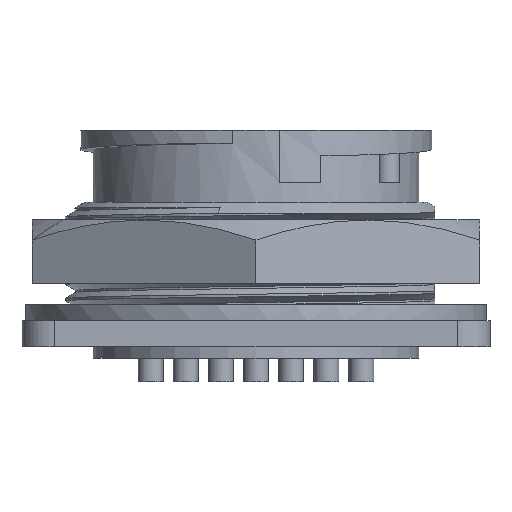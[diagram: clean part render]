
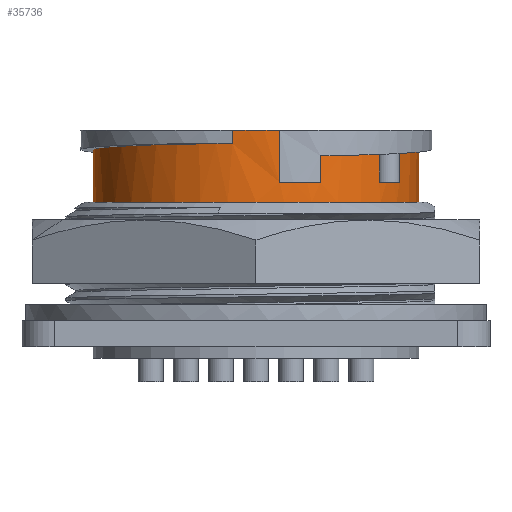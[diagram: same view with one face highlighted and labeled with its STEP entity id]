
A CAD part, front view. The second image highlights one B-rep face of the part: STEP entity #35736.
In plain terms, the highlighted cylindrical face has radius 12.7 mm (diameter 25.4 mm), a partial arc.
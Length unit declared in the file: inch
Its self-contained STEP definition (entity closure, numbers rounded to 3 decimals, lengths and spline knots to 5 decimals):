
#87 = DIRECTION ( 'NONE',  ( 0., 0., 1. ) ) ;
#160 = DIRECTION ( 'NONE',  ( 1., 0., 0. ) ) ;
#231 = VERTEX_POINT ( 'NONE', #35607 ) ;
#400 = EDGE_CURVE ( 'NONE', #15299, #28400, #12998, .T. ) ;
#1053 = CARTESIAN_POINT ( 'NONE',  ( 0.5, 0., 0.445 ) ) ;
#1355 = AXIS2_PLACEMENT_3D ( 'NONE', #14247, #23013, #5773 ) ;
#1520 = EDGE_CURVE ( 'NONE', #2830, #36593, #7067, .T. ) ;
#1676 = CARTESIAN_POINT ( 'NONE',  ( 0.5, 0., 0.666 ) ) ;
#1842 = DIRECTION ( 'NONE',  ( 0., 0., 1. ) ) ;
#2067 = VECTOR ( 'NONE', #20956, 39.37008 ) ;
#2830 = VERTEX_POINT ( 'NONE', #24927 ) ;
#2869 = CARTESIAN_POINT ( 'NONE',  ( 0., 0., 0.506 ) ) ;
#3245 = CARTESIAN_POINT ( 'NONE',  ( 0.4405, -0.23656, 0.506 ) ) ;
#3585 = ORIENTED_EDGE ( 'NONE', *, *, #3767, .F. ) ;
#3767 = EDGE_CURVE ( 'NONE', #231, #36763, #5185, .T. ) ;
#3832 = VECTOR ( 'NONE', #11982, 39.37008 ) ;
#4229 = DIRECTION ( 'NONE',  ( 0., 0., 1. ) ) ;
#4440 = EDGE_CURVE ( 'NONE', #36293, #2830, #7857, .T. ) ;
#4739 = LINE ( 'NONE', #3245, #3832 ) ;
#4986 = CARTESIAN_POINT ( 'NONE',  ( 0.1975, -0.45934, 0.58871 ) ) ;
#5185 = LINE ( 'NONE', #30420, #19700 ) ;
#5773 = DIRECTION ( 'NONE',  ( -1., 0., 0. ) ) ;
#5790 = DIRECTION ( 'NONE',  ( 1., 0., 0. ) ) ;
#6508 = ORIENTED_EDGE ( 'NONE', *, *, #7487, .T. ) ;
#6862 = LINE ( 'NONE', #7144, #21371 ) ;
#7067 = CIRCLE ( 'NONE', #22850, 0.5 ) ;
#7118 = CARTESIAN_POINT ( 'NONE',  ( -0.0725, -0.49472, 0.666 ) ) ;
#7144 = CARTESIAN_POINT ( 'NONE',  ( 0.0725, -0.49472, -0.62233 ) ) ;
#7487 = EDGE_CURVE ( 'NONE', #28562, #28400, #6862, .T. ) ;
#7857 = LINE ( 'NONE', #33480, #22384 ) ;
#8059 = CARTESIAN_POINT ( 'NONE',  ( -0.5, 0., 0.60596 ) ) ;
#8079 = ORIENTED_EDGE ( 'NONE', *, *, #22995, .F. ) ;
#8496 = AXIS2_PLACEMENT_3D ( 'NONE', #2869, #23149, #5790 ) ;
#9260 = VECTOR ( 'NONE', #33194, 39.37008 ) ;
#9661 = FACE_OUTER_BOUND ( 'NONE', #24523, .T. ) ;
#9674 = VERTEX_POINT ( 'NONE', #22204 ) ;
#9771 = LINE ( 'NONE', #18012, #2067 ) ;
#10089 = DIRECTION ( 'NONE',  ( 0., 0., 1. ) ) ;
#10226 = DIRECTION ( 'NONE',  ( 0., 0., -1. ) ) ;
#10233 =( BOUNDED_CURVE ( )  B_SPLINE_CURVE ( 3, ( #8059, #25439, #13877, #34219 ),
 .UNSPECIFIED., .F., .F. ) 
 B_SPLINE_CURVE_WITH_KNOTS ( ( 4, 4 ),
 ( 4.71239, 6.13767 ),
 .UNSPECIFIED. ) 
 CURVE ( )  GEOMETRIC_REPRESENTATION_ITEM ( )  RATIONAL_B_SPLINE_CURVE ( ( 1., 0.838, 0.838, 1. ) ) 
 REPRESENTATION_ITEM ( '' )  );
#11982 = DIRECTION ( 'NONE',  ( 0., 0., 1. ) ) ;
#12081 = ORIENTED_EDGE ( 'NONE', *, *, #36982, .T. ) ;
#12622 = AXIS2_PLACEMENT_3D ( 'NONE', #19220, #1842, #22129 ) ;
#12998 = CIRCLE ( 'NONE', #12622, 0.5 ) ;
#13745 = VERTEX_POINT ( 'NONE', #22730 ) ;
#13877 = CARTESIAN_POINT ( 'NONE',  ( -0.3299, -0.45699, 0.62311 ) ) ;
#14247 = CARTESIAN_POINT ( 'NONE',  ( 0., 0., 0.666 ) ) ;
#14404 = ORIENTED_EDGE ( 'NONE', *, *, #32267, .T. ) ;
#15299 = VERTEX_POINT ( 'NONE', #7118 ) ;
#15878 =( BOUNDED_CURVE ( )  B_SPLINE_CURVE ( 3, ( #31636, #17155, #37460, #20071 ),
 .UNSPECIFIED., .F., .F. ) 
 B_SPLINE_CURVE_WITH_KNOTS ( ( 4, 4 ),
 ( 4.21955, 4.71239 ),
 .UNSPECIFIED. ) 
 CURVE ( )  GEOMETRIC_REPRESENTATION_ITEM ( )  RATIONAL_B_SPLINE_CURVE ( ( 1., 0.98, 0.98, 1. ) ) 
 REPRESENTATION_ITEM ( '' )  );
#16529 = LINE ( 'NONE', #1676, #23323 ) ;
#16542 = VERTEX_POINT ( 'NONE', #22796 ) ;
#17120 = VERTEX_POINT ( 'NONE', #31660 ) ;
#17155 = CARTESIAN_POINT ( 'NONE',  ( 0.47976, -0.16346, 0.59982 ) ) ;
#17441 = CARTESIAN_POINT ( 'NONE',  ( 0., 0., 0.445 ) ) ;
#17513 = DIRECTION ( 'NONE',  ( 0., 0., -1. ) ) ;
#18012 = CARTESIAN_POINT ( 'NONE',  ( 0.37811, -0.32716, 0.506 ) ) ;
#18443 = CARTESIAN_POINT ( 'NONE',  ( 0.1975, -0.45934, 0.58871 ) ) ;
#18683 = CARTESIAN_POINT ( 'NONE',  ( 0.37811, -0.32716, 0.59368 ) ) ;
#19220 = CARTESIAN_POINT ( 'NONE',  ( 0., 0., 0.666 ) ) ;
#19700 = VECTOR ( 'NONE', #10089, 39.37008 ) ;
#20071 = CARTESIAN_POINT ( 'NONE',  ( 0.5, 0., 0.60596 ) ) ;
#20169 = CARTESIAN_POINT ( 'NONE',  ( 0.4405, -0.23656, 0.506 ) ) ;
#20375 = DIRECTION ( 'NONE',  ( 1., 0., 0. ) ) ;
#20956 = DIRECTION ( 'NONE',  ( 0., 0., 1. ) ) ;
#21371 = VECTOR ( 'NONE', #4229, 39.37008 ) ;
#22129 = DIRECTION ( 'NONE',  ( 1., 0., 0. ) ) ;
#22204 = CARTESIAN_POINT ( 'NONE',  ( 0.37811, -0.32716, 0.506 ) ) ;
#22384 = VECTOR ( 'NONE', #10226, 39.37008 ) ;
#22640 = EDGE_CURVE ( 'NONE', #16542, #15299, #24708, .T. ) ;
#22730 = CARTESIAN_POINT ( 'NONE',  ( 0.4405, -0.23656, 0.59708 ) ) ;
#22796 = CARTESIAN_POINT ( 'NONE',  ( -0.0725, -0.49472, 0.62453 ) ) ;
#22850 = AXIS2_PLACEMENT_3D ( 'NONE', #17441, #87, #20375 ) ;
#22995 = EDGE_CURVE ( 'NONE', #27620, #13745, #4739, .T. ) ;
#23013 = DIRECTION ( 'NONE',  ( 0., 0., -1. ) ) ;
#23149 = DIRECTION ( 'NONE',  ( 0., 0., -1. ) ) ;
#23197 = EDGE_CURVE ( 'NONE', #33298, #36593, #16529, .T. ) ;
#23323 = VECTOR ( 'NONE', #33776, 39.37008 ) ;
#24196 = CYLINDRICAL_SURFACE ( 'NONE', #1355, 0.5 ) ;
#24523 = EDGE_LOOP ( 'NONE', ( #27933, #33405, #8079, #12081, #14404, #33922, #3585, #33904, #6508, #32808, #36122, #36587, #37125, #30970 ) ) ;
#24708 = LINE ( 'NONE', #36116, #9260 ) ;
#24927 = CARTESIAN_POINT ( 'NONE',  ( -0.5, 0., 0.445 ) ) ;
#25439 = CARTESIAN_POINT ( 'NONE',  ( -0.5, -0.26015, 0.61572 ) ) ;
#27141 = AXIS2_PLACEMENT_3D ( 'NONE', #34929, #17513, #160 ) ;
#27620 = VERTEX_POINT ( 'NONE', #20169 ) ;
#27933 = ORIENTED_EDGE ( 'NONE', *, *, #23197, .F. ) ;
#28211 = EDGE_CURVE ( 'NONE', #231, #28562, #30010, .T. ) ;
#28400 = VERTEX_POINT ( 'NONE', #30126 ) ;
#28562 = VERTEX_POINT ( 'NONE', #34176 ) ;
#28729 = CARTESIAN_POINT ( 'NONE',  ( -0.5, 0., 0.60596 ) ) ;
#30010 = CIRCLE ( 'NONE', #8496, 0.5 ) ;
#30057 = EDGE_CURVE ( 'NONE', #36763, #17120, #34911, .T. ) ;
#30126 = CARTESIAN_POINT ( 'NONE',  ( 0.0725, -0.49472, 0.666 ) ) ;
#30420 = CARTESIAN_POINT ( 'NONE',  ( 0.1975, -0.45934, 0.506 ) ) ;
#30970 = ORIENTED_EDGE ( 'NONE', *, *, #1520, .T. ) ;
#30983 = CIRCLE ( 'NONE', #27141, 0.5 ) ;
#31636 = CARTESIAN_POINT ( 'NONE',  ( 0.4405, -0.23656, 0.59708 ) ) ;
#31660 = CARTESIAN_POINT ( 'NONE',  ( 0.37811, -0.32716, 0.59368 ) ) ;
#32078 = EDGE_CURVE ( 'NONE', #13745, #33298, #15878, .T. ) ;
#32267 = EDGE_CURVE ( 'NONE', #9674, #17120, #9771, .T. ) ;
#32808 = ORIENTED_EDGE ( 'NONE', *, *, #400, .F. ) ;
#33158 = CARTESIAN_POINT ( 'NONE',  ( 0.26722, -0.42937, 0.58984 ) ) ;
#33194 = DIRECTION ( 'NONE',  ( 0., 0., 1. ) ) ;
#33286 = CARTESIAN_POINT ( 'NONE',  ( 0.5, 0., 0.60596 ) ) ;
#33298 = VERTEX_POINT ( 'NONE', #33286 ) ;
#33405 = ORIENTED_EDGE ( 'NONE', *, *, #32078, .F. ) ;
#33480 = CARTESIAN_POINT ( 'NONE',  ( -0.5, 0., 0.666 ) ) ;
#33776 = DIRECTION ( 'NONE',  ( 0., 0., -1. ) ) ;
#33904 = ORIENTED_EDGE ( 'NONE', *, *, #28211, .T. ) ;
#33922 = ORIENTED_EDGE ( 'NONE', *, *, #30057, .F. ) ;
#34176 = CARTESIAN_POINT ( 'NONE',  ( 0.0725, -0.49472, 0.506 ) ) ;
#34219 = CARTESIAN_POINT ( 'NONE',  ( -0.0725, -0.49472, 0.62453 ) ) ;
#34911 =( BOUNDED_CURVE ( )  B_SPLINE_CURVE ( 3, ( #18443, #33158, #36074, #18683 ),
 .UNSPECIFIED., .F., .F. ) 
 B_SPLINE_CURVE_WITH_KNOTS ( ( 4, 4 ),
 ( 3.54766, 3.99911 ),
 .UNSPECIFIED. ) 
 CURVE ( )  GEOMETRIC_REPRESENTATION_ITEM ( )  RATIONAL_B_SPLINE_CURVE ( ( 1., 0.983, 0.983, 1. ) ) 
 REPRESENTATION_ITEM ( '' )  );
#34929 = CARTESIAN_POINT ( 'NONE',  ( 0., 0., 0.506 ) ) ;
#35607 = CARTESIAN_POINT ( 'NONE',  ( 0.1975, -0.45934, 0.506 ) ) ;
#35736 = ADVANCED_FACE ( 'NONE', ( #9661 ), #24196, .T. ) ;
#36074 = CARTESIAN_POINT ( 'NONE',  ( 0.32846, -0.38455, 0.59152 ) ) ;
#36116 = CARTESIAN_POINT ( 'NONE',  ( -0.0725, -0.49472, -0.62233 ) ) ;
#36122 = ORIENTED_EDGE ( 'NONE', *, *, #22640, .F. ) ;
#36293 = VERTEX_POINT ( 'NONE', #28729 ) ;
#36587 = ORIENTED_EDGE ( 'NONE', *, *, #37622, .F. ) ;
#36593 = VERTEX_POINT ( 'NONE', #1053 ) ;
#36763 = VERTEX_POINT ( 'NONE', #4986 ) ;
#36982 = EDGE_CURVE ( 'NONE', #27620, #9674, #30983, .T. ) ;
#37125 = ORIENTED_EDGE ( 'NONE', *, *, #4440, .T. ) ;
#37460 = CARTESIAN_POINT ( 'NONE',  ( 0.5, -0.08298, 0.60284 ) ) ;
#37622 = EDGE_CURVE ( 'NONE', #36293, #16542, #10233, .T. ) ;
